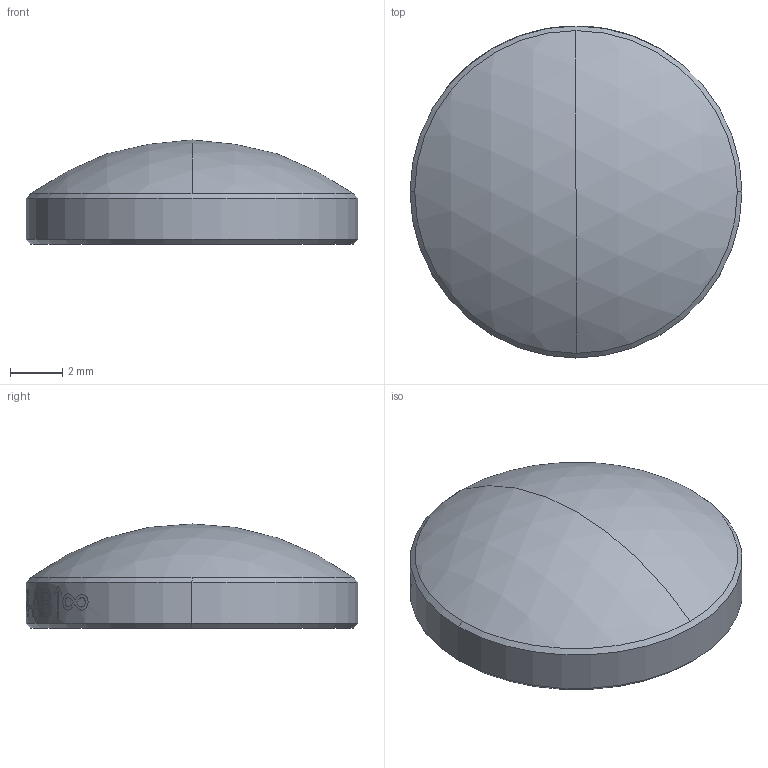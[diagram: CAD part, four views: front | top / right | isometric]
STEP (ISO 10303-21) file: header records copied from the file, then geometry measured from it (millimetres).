
FILE_DESCRIPTION (( 'STEP AP203' ), '1' );
FILE_NAME ('TTN195791-E0W.STEP', '2020-03-05T14:35:19', ( '' ), ( '' ), 'SwSTEP 2.0', 'SolidWorks 2018', '' );
FILE_SCHEMA (( 'CONFIG_CONTROL_DESIGN' ));
Length unit declared in the file: millimetre
Products named in the file (1): TTN195791-E0W
Bounding box: 12.7 x 12.7 x 3.98 mm (x, y, z)
Volume: 370.2 mm3; surface area: 335.1 mm2
Topology: 1 solids, 1 shells, 28 faces, 174 edges, 167 vertices
Faces by surface type: cylinder 21, cone 4, sphere 2, plane 1
Entity records: 2443 total; most frequent: CARTESIAN_POINT 1066, ORIENTED_EDGE 348, DIRECTION 179, EDGE_CURVE 174, VERTEX_POINT 167, B_SPLINE_CURVE_WITH_KNOTS 99, AXIS2_PLACEMENT_3D 75, EDGE_LOOP 47
